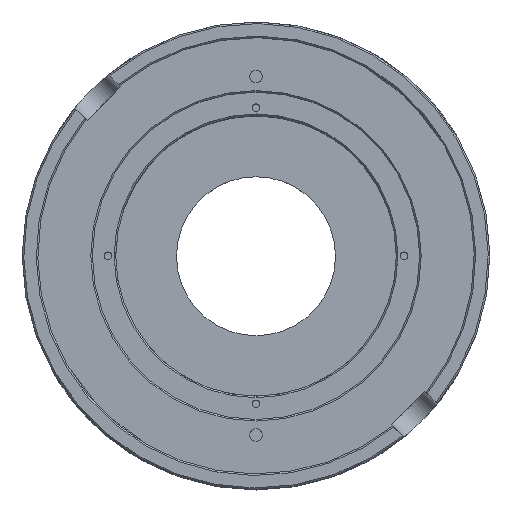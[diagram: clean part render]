
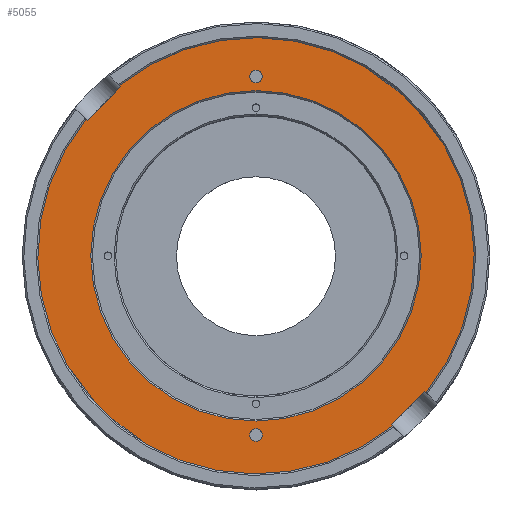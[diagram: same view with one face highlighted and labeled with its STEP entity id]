
A CAD part, top view. The second image highlights one B-rep face of the part: STEP entity #5055.
In plain terms, the highlighted planar face has unit normal (0, 0, 1).
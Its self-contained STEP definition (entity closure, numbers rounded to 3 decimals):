
#144=LINE('',#6529,#234);
#147=LINE('',#6555,#237);
#149=LINE('',#6579,#239);
#223=LINE('',#8392,#313);
#227=LINE('',#8404,#317);
#230=LINE('',#8424,#320);
#234=VECTOR('',#5521,1000.);
#237=VECTOR('',#5526,1000.);
#239=VECTOR('',#5530,1000.);
#313=VECTOR('',#6420,1000.);
#317=VECTOR('',#6426,1000.);
#320=VECTOR('',#6441,1000.);
#1132=ORIENTED_EDGE('',*,*,#1588,.F.);
#1133=ORIENTED_EDGE('',*,*,#1221,.T.);
#1134=ORIENTED_EDGE('',*,*,#1214,.F.);
#1135=ORIENTED_EDGE('',*,*,#1227,.T.);
#1136=ORIENTED_EDGE('',*,*,#1581,.F.);
#1137=ORIENTED_EDGE('',*,*,#1579,.T.);
#1138=ORIENTED_EDGE('',*,*,#1574,.F.);
#1139=ORIENTED_EDGE('',*,*,#1587,.T.);
#1140=ORIENTED_EDGE('',*,*,#1572,.T.);
#1141=ORIENTED_EDGE('',*,*,#1571,.T.);
#1142=ORIENTED_EDGE('',*,*,#1570,.T.);
#1214=EDGE_CURVE('',#1599,#1600,#144,.T.);
#1221=EDGE_CURVE('',#1601,#1600,#147,.T.);
#1227=EDGE_CURVE('',#1599,#1610,#149,.T.);
#1570=EDGE_CURVE('',#1894,#1894,#2095,.T.);
#1571=EDGE_CURVE('',#1895,#1895,#2096,.T.);
#1572=EDGE_CURVE('',#1896,#1896,#2097,.T.);
#1574=EDGE_CURVE('',#1897,#1898,#223,.T.);
#1579=EDGE_CURVE('',#1899,#1898,#227,.T.);
#1581=EDGE_CURVE('',#1899,#1610,#2099,.T.);
#1587=EDGE_CURVE('',#1897,#1903,#230,.T.);
#1588=EDGE_CURVE('',#1601,#1903,#2101,.T.);
#1599=VERTEX_POINT('',#6528);
#1600=VERTEX_POINT('',#6530);
#1601=VERTEX_POINT('',#6537);
#1610=VERTEX_POINT('',#6578);
#1894=VERTEX_POINT('',#8382);
#1895=VERTEX_POINT('',#8385);
#1896=VERTEX_POINT('',#8388);
#1897=VERTEX_POINT('',#8391);
#1898=VERTEX_POINT('',#8393);
#1899=VERTEX_POINT('',#8397);
#1903=VERTEX_POINT('',#8423);
#2095=CIRCLE('',#5478,2.);
#2096=CIRCLE('',#5480,2.);
#2097=CIRCLE('',#5482,53.);
#2099=CIRCLE('',#5487,70.);
#2101=CIRCLE('',#5492,70.);
#2531=EDGE_LOOP('',(#1132,#1133,#1134,#1135,#1136,#1137,#1138,#1139));
#2532=EDGE_LOOP('',(#1140));
#2533=EDGE_LOOP('',(#1141));
#2534=EDGE_LOOP('',(#1142));
#2987=FACE_BOUND('',#2531,.T.);
#2988=FACE_BOUND('',#2532,.T.);
#2989=FACE_BOUND('',#2533,.T.);
#2990=FACE_BOUND('',#2534,.T.);
#3121=PLANE('',#5491);
#5055=ADVANCED_FACE('',(#2987,#2988,#2989,#2990),#3121,.F.);
#5478=AXIS2_PLACEMENT_3D('',#8381,#6407,#6408);
#5480=AXIS2_PLACEMENT_3D('',#8384,#6411,#6412);
#5482=AXIS2_PLACEMENT_3D('',#8387,#6415,#6416);
#5487=AXIS2_PLACEMENT_3D('',#8407,#6431,#6432);
#5491=AXIS2_PLACEMENT_3D('',#8425,#6442,#6443);
#5492=AXIS2_PLACEMENT_3D('',#8426,#6444,#6445);
#5521=DIRECTION('',(-0.707,-0.707,0.));
#5526=DIRECTION('',(-0.707,0.707,0.));
#5530=DIRECTION('',(0.707,-0.707,0.));
#6407=DIRECTION('',(0.,0.,-1.));
#6408=DIRECTION('',(0.,-1.,0.));
#6411=DIRECTION('',(0.,0.,-1.));
#6412=DIRECTION('',(0.,-1.,0.));
#6415=DIRECTION('',(0.,0.,-1.));
#6416=DIRECTION('',(-1.,0.,0.));
#6420=DIRECTION('',(0.707,0.707,0.));
#6426=DIRECTION('',(0.707,-0.707,0.));
#6431=DIRECTION('',(0.,0.,-1.));
#6432=DIRECTION('',(1.,0.,0.));
#6441=DIRECTION('',(-0.707,0.707,0.));
#6442=DIRECTION('',(0.,0.,-1.));
#6443=DIRECTION('',(-1.,0.,0.));
#6444=DIRECTION('',(0.,0.,-1.));
#6445=DIRECTION('',(1.,0.,0.));
#6528=CARTESIAN_POINT('',(54.179,-43.402,74.8));
#6529=CARTESIAN_POINT('',(48.79,-48.79,74.8));
#6530=CARTESIAN_POINT('',(43.396,-54.185,74.8));
#6537=CARTESIAN_POINT('',(43.808,-54.597,74.8));
#6555=CARTESIAN_POINT('',(-5.395,-5.395,74.8));
#6578=CARTESIAN_POINT('',(54.592,-43.814,74.8));
#6579=CARTESIAN_POINT('',(5.389,5.389,74.8));
#8381=CARTESIAN_POINT('',(0.,-57.5,74.8));
#8382=CARTESIAN_POINT('',(0.,-59.5,74.8));
#8384=CARTESIAN_POINT('',(0.,57.5,74.8));
#8385=CARTESIAN_POINT('',(0.,55.5,74.8));
#8387=CARTESIAN_POINT('',(0.,0.,74.8));
#8388=CARTESIAN_POINT('',(-53.,0.,74.8));
#8391=CARTESIAN_POINT('',(-54.182,43.399,74.8));
#8392=CARTESIAN_POINT('',(-48.79,48.79,74.8));
#8393=CARTESIAN_POINT('',(-43.399,54.182,74.8));
#8397=CARTESIAN_POINT('',(-43.811,54.595,74.8));
#8404=CARTESIAN_POINT('',(5.392,5.392,74.8));
#8407=CARTESIAN_POINT('',(0.,0.,74.8));
#8423=CARTESIAN_POINT('',(-54.595,43.811,74.8));
#8424=CARTESIAN_POINT('',(-5.392,-5.392,74.8));
#8425=CARTESIAN_POINT('',(0.,0.,74.8));
#8426=CARTESIAN_POINT('',(0.,0.,74.8));
